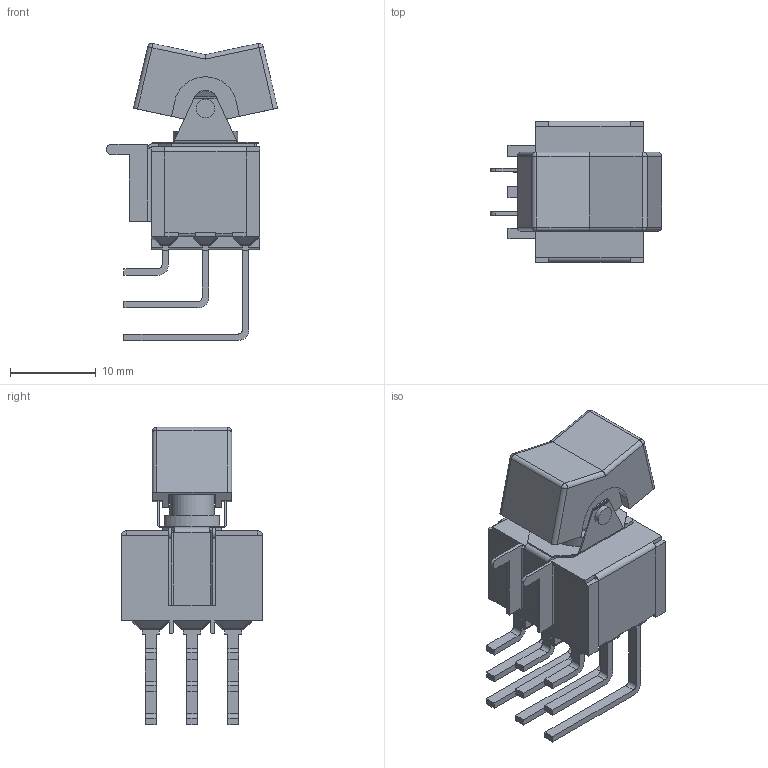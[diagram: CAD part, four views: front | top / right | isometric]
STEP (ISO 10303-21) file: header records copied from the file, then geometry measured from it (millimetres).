
FILE_DESCRIPTION(/* description */ (''),/* implementation_level */ '2;1');
FILE_NAME(/* name */ '3003PxJ1xxxM7xE.stp',/* time_stamp */ '2026-01-23T22:23:08-06:00',/* author */ ('jmeyers'),/* organization */ (''),/* preprocessor_version */ 'ST-DEVELOPER v18.1',/* originating_system */ 'Autodesk Inventor 2022',/* authorisation */ '');
FILE_SCHEMA (('AUTOMOTIVE_DESIGN { 1 0 10303 214 3 1 1 }'));
Length unit declared in the file: inch
Products named in the file (1): Part15
Bounding box: 20.02 x 16.51 x 34.74 mm (x, y, z)
Volume: 3189.9 mm3; surface area: 3066.5 mm2
Topology: 1 solids, 3 shells, 540 faces, 1416 edges, 850 vertices
Faces by surface type: plane 353, cylinder 147, sphere 40
Full cylindrical faces by diameter (mm): 2.2 x4, 3.2 x1, 5.2 x1
Entity records: 16121 total; most frequent: DIRECTION 2804, CARTESIAN_POINT 2797, ORIENTED_EDGE 2752, EDGE_CURVE 1376, LINE 1026, VECTOR 1026, AXIS2_PLACEMENT_3D 889, VERTEX_POINT 850
